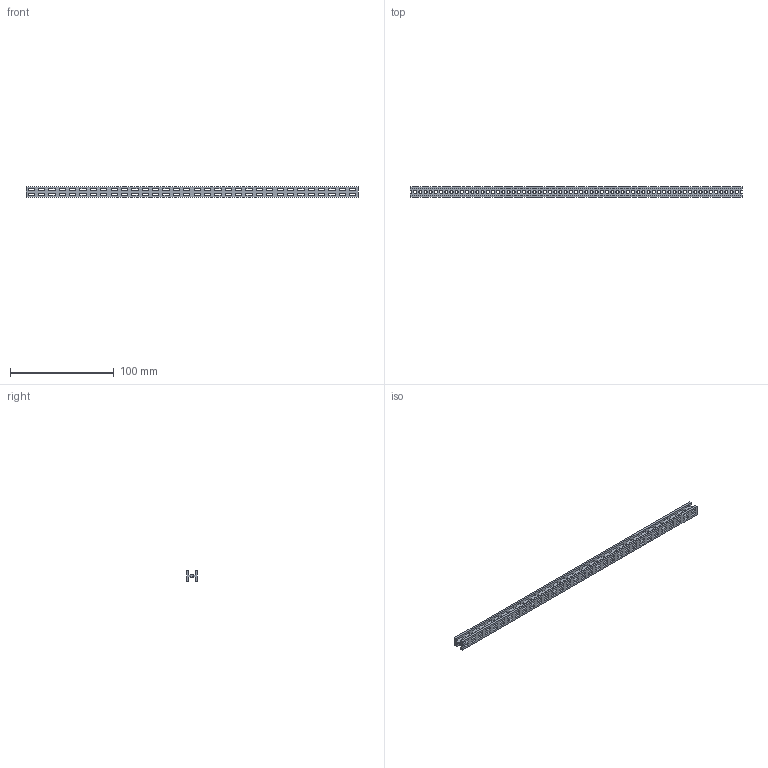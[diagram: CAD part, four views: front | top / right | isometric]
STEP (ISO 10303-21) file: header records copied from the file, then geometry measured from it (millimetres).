
FILE_DESCRIPTION (( 'STEP AP203' ), '1' );
FILE_NAME ('Beam 320.STEP', '2017-02-03T08:56:06', ( '' ), ( '' ), 'SwSTEP 2.0', 'SolidWorks 2015', '' );
FILE_SCHEMA (( 'CONFIG_CONTROL_DESIGN' ));
Length unit declared in the file: millimetre
Products named in the file (1): Beam 320
Bounding box: 320 x 10 x 10 mm (x, y, z)
Volume: 12663.2 mm3; surface area: 19337.6 mm2
Topology: 1 solids, 1 shells, 529 faces, 1965 edges, 1310 vertices
Faces by surface type: plane 400, cylinder 129
Entity records: 21458 total; most frequent: ORIENTED_EDGE 3930, CARTESIAN_POINT 3805, DIRECTION 3283, EDGE_CURVE 1965, VECTOR 1707, LINE 1707, VERTEX_POINT 1310, AXIS2_PLACEMENT_3D 788
